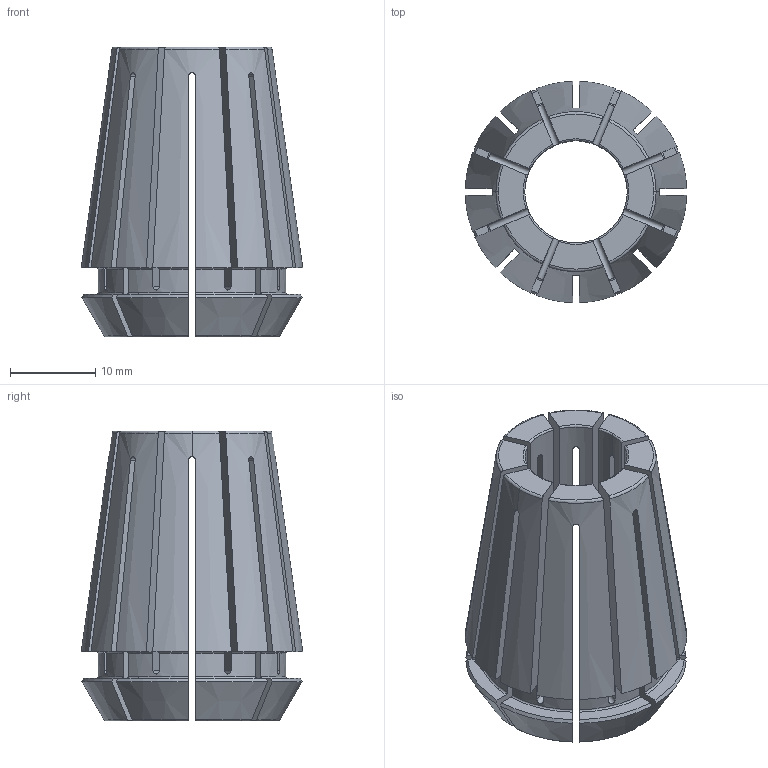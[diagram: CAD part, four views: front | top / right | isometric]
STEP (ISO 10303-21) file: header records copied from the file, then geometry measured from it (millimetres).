
FILE_DESCRIPTION(('HOOPS Exchange Step'),'2;1');
FILE_NAME('export-8B8A0D7B-9DC0-479B-8EC1-A5ABE21F77B0.stp','2025-11-12T18:06:39+01:00',('Engineering'),('Alibre'),'HOOPS Exchange 2025.2','Alibre','Unknown authorisation');
FILE_SCHEMA( ('AP242_MANAGED_MODEL_BASED_3D_ENGINEERING_MIM_LF {1 0 10303 442 1 1 4}') );
Length unit declared in the file: millimetre
Products named in the file (1): 7434 Single MR 25 Collet 12.00mm micRun Swiss Quality
Bounding box: 25.99 x 25.99 x 34 mm (x, y, z)
Volume: 7740.6 mm3; surface area: 8611.5 mm2
Topology: 1 solids, 1 shells, 184 faces, 548 edges, 364 vertices
Faces by surface type: plane 72, torus 60, cone 26, cylinder 26
Entity records: 6487 total; most frequent: CARTESIAN_POINT 1770, ORIENTED_EDGE 1096, DIRECTION 864, EDGE_CURVE 548, VERTEX_POINT 364, AXIS2_PLACEMENT_3D 342, B_SPLINE_CURVE_WITH_KNOTS 212, EDGE_LOOP 184
